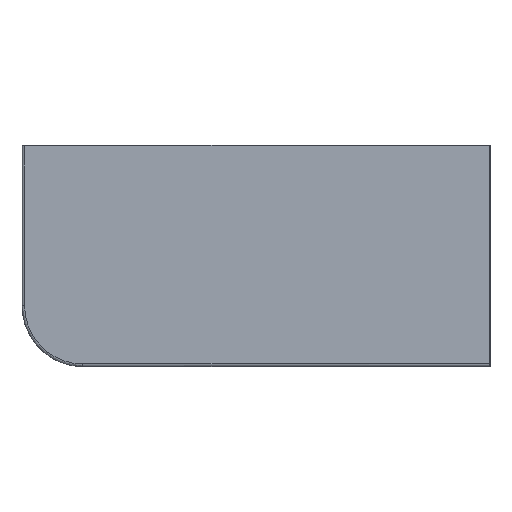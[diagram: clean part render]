
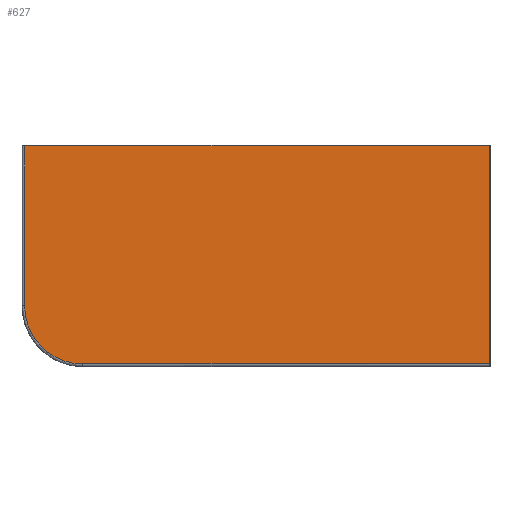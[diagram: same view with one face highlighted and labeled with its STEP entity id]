
A CAD part, top view. The second image highlights one B-rep face of the part: STEP entity #627.
In plain terms, the highlighted face is planar.
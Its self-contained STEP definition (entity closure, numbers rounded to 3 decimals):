
#627=ADVANCED_FACE('',(#986),#6166,.T.);
#986=FACE_OUTER_BOUND('',#1345,.T.);
#1345=EDGE_LOOP('',(#3294,#3295,#3296,#3297,#3298));
#3294=ORIENTED_EDGE('',*,*,#4336,.T.);
#3295=ORIENTED_EDGE('',*,*,#4337,.T.);
#3296=ORIENTED_EDGE('',*,*,#4338,.T.);
#3297=ORIENTED_EDGE('',*,*,#4339,.T.);
#3298=ORIENTED_EDGE('',*,*,#4347,.T.);
#4336=EDGE_CURVE('',#6026,#6027,#4911,.T.);
#4337=EDGE_CURVE('',#6027,#6028,#4912,.T.);
#4338=EDGE_CURVE('',#6028,#6029,#4913,.T.);
#4339=EDGE_CURVE('',#6029,#6030,#4914,.T.);
#4347=EDGE_CURVE('',#6030,#6026,#5351,.T.);
#4911=B_SPLINE_CURVE_WITH_KNOTS('',1,(#11698,#11699),.UNSPECIFIED.,.F.,
 .F.,(2,2),(0.,931.),.UNSPECIFIED.);
#4912=B_SPLINE_CURVE_WITH_KNOTS('',1,(#11700,#11701),.UNSPECIFIED.,.F.,
 .F.,(2,2),(0.,499.),.UNSPECIFIED.);
#4913=B_SPLINE_CURVE_WITH_KNOTS('',1,(#11702,#11703),.UNSPECIFIED.,.F.,
 .F.,(2,2),(0.,1064.),.UNSPECIFIED.);
#4914=B_SPLINE_CURVE_WITH_KNOTS('',1,(#11704,#11705),.UNSPECIFIED.,.F.,
 .F.,(2,2),(0.,366.),.UNSPECIFIED.);
#5351=(
BOUNDED_CURVE()
B_SPLINE_CURVE(2,(#11722,#11723,#11724),.UNSPECIFIED.,.F.,.F.)
B_SPLINE_CURVE_WITH_KNOTS((3,3),(-208.916,0.),.UNSPECIFIED.)
CURVE()
GEOMETRIC_REPRESENTATION_ITEM()
RATIONAL_B_SPLINE_CURVE((1.,0.707,1.))
REPRESENTATION_ITEM('')
);
#6026=VERTEX_POINT('',#11672);
#6027=VERTEX_POINT('',#11673);
#6028=VERTEX_POINT('',#11674);
#6029=VERTEX_POINT('',#11675);
#6030=VERTEX_POINT('',#11676);
#6166=PLANE('',#7016);
#7016=AXIS2_PLACEMENT_3D('',#11075,#7423,$);
#7423=DIRECTION('',(0.,1.,0.));
#11075=CARTESIAN_POINT('',(-703.9,12.,-301.9));
#11672=CARTESIAN_POINT('',(-464.5,12.,247.));
#11673=CARTESIAN_POINT('',(466.5,12.,247.));
#11674=CARTESIAN_POINT('',(466.5,12.,-252.));
#11675=CARTESIAN_POINT('',(-597.5,12.,-252.));
#11676=CARTESIAN_POINT('',(-597.5,12.,114.));
#11698=CARTESIAN_POINT('',(-464.5,12.,247.));
#11699=CARTESIAN_POINT('',(466.5,12.,247.));
#11700=CARTESIAN_POINT('',(466.5,12.,247.));
#11701=CARTESIAN_POINT('',(466.5,12.,-252.));
#11702=CARTESIAN_POINT('',(466.5,12.,-252.));
#11703=CARTESIAN_POINT('',(-597.5,12.,-252.));
#11704=CARTESIAN_POINT('',(-597.5,12.,-252.));
#11705=CARTESIAN_POINT('',(-597.5,12.,114.));
#11722=CARTESIAN_POINT('',(-597.5,12.,114.));
#11723=CARTESIAN_POINT('',(-597.5,12.,247.));
#11724=CARTESIAN_POINT('',(-464.5,12.,247.));
